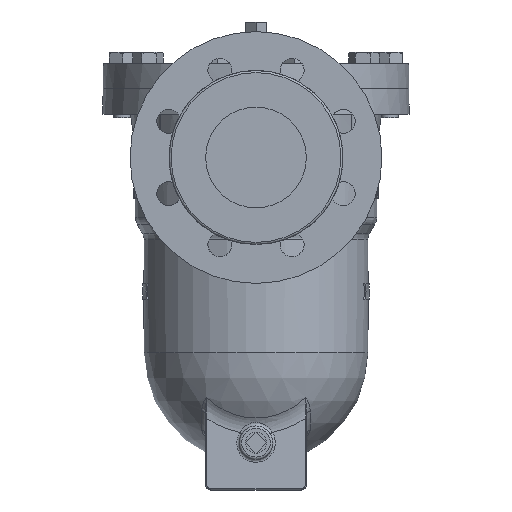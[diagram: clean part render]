
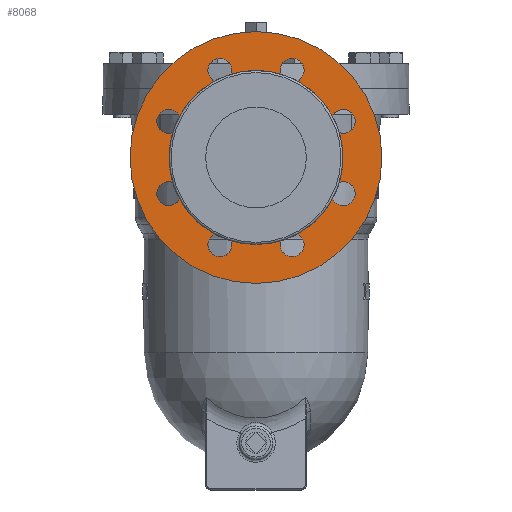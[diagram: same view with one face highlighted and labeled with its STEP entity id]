
A CAD part, left-side view. The second image highlights one B-rep face of the part: STEP entity #8068.
In plain terms, the highlighted planar face has unit normal (-1, 0, 0).
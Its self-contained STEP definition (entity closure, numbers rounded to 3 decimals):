
#1197=PLANE('',#8968);
#1481=FACE_BOUND('',#2871,.T.);
#2215=FACE_OUTER_BOUND('',#2870,.T.);
#2870=EDGE_LOOP('',(#7400));
#2871=EDGE_LOOP('',(#7401,#7402,#7403,#7404,#7405,#7406,#7407,#7408,#7409,
#7410,#7411,#7412,#7413,#7414,#7415,#7416));
#2955=CIRCLE('',#8141,69.);
#2957=CIRCLE('',#8143,69.);
#2959=CIRCLE('',#8145,69.);
#2961=CIRCLE('',#8147,69.);
#2963=CIRCLE('',#8149,69.);
#2965=CIRCLE('',#8151,69.);
#2967=CIRCLE('',#8153,69.);
#2969=CIRCLE('',#8155,69.);
#3305=CIRCLE('',#8936,100.);
#3308=CIRCLE('',#8943,9.5);
#3310=CIRCLE('',#8947,9.5);
#3312=CIRCLE('',#8951,9.5);
#3314=CIRCLE('',#8955,9.5);
#3316=CIRCLE('',#8959,9.5);
#3318=CIRCLE('',#8963,9.5);
#3320=CIRCLE('',#8967,9.5);
#3321=CIRCLE('',#8969,9.5);
#3372=VERTEX_POINT('',#11383);
#3373=VERTEX_POINT('',#11384);
#3374=VERTEX_POINT('',#11386);
#3375=VERTEX_POINT('',#11388);
#3376=VERTEX_POINT('',#11390);
#3377=VERTEX_POINT('',#11392);
#3378=VERTEX_POINT('',#11394);
#3379=VERTEX_POINT('',#11396);
#3380=VERTEX_POINT('',#11398);
#3381=VERTEX_POINT('',#11400);
#3382=VERTEX_POINT('',#11402);
#3383=VERTEX_POINT('',#11404);
#3384=VERTEX_POINT('',#11406);
#3385=VERTEX_POINT('',#11408);
#3386=VERTEX_POINT('',#11410);
#3387=VERTEX_POINT('',#11412);
#4085=VERTEX_POINT('',#18623);
#4124=EDGE_CURVE('',#3372,#3373,#2955,.T.);
#4126=EDGE_CURVE('',#3374,#3375,#2957,.T.);
#4128=EDGE_CURVE('',#3376,#3377,#2959,.T.);
#4130=EDGE_CURVE('',#3378,#3379,#2961,.T.);
#4132=EDGE_CURVE('',#3380,#3381,#2963,.T.);
#4134=EDGE_CURVE('',#3382,#3383,#2965,.T.);
#4136=EDGE_CURVE('',#3384,#3385,#2967,.T.);
#4138=EDGE_CURVE('',#3386,#3387,#2969,.T.);
#5203=EDGE_CURVE('',#4085,#4085,#3305,.T.);
#5206=EDGE_CURVE('',#3386,#3385,#3308,.T.);
#5208=EDGE_CURVE('',#3384,#3383,#3310,.T.);
#5210=EDGE_CURVE('',#3382,#3381,#3312,.T.);
#5212=EDGE_CURVE('',#3380,#3379,#3314,.T.);
#5214=EDGE_CURVE('',#3378,#3377,#3316,.T.);
#5216=EDGE_CURVE('',#3376,#3375,#3318,.T.);
#5218=EDGE_CURVE('',#3374,#3373,#3320,.T.);
#5219=EDGE_CURVE('',#3372,#3387,#3321,.T.);
#7400=ORIENTED_EDGE('',*,*,#5203,.T.);
#7401=ORIENTED_EDGE('',*,*,#5206,.T.);
#7402=ORIENTED_EDGE('',*,*,#4136,.F.);
#7403=ORIENTED_EDGE('',*,*,#5208,.T.);
#7404=ORIENTED_EDGE('',*,*,#4134,.F.);
#7405=ORIENTED_EDGE('',*,*,#5210,.T.);
#7406=ORIENTED_EDGE('',*,*,#4132,.F.);
#7407=ORIENTED_EDGE('',*,*,#5212,.T.);
#7408=ORIENTED_EDGE('',*,*,#4130,.F.);
#7409=ORIENTED_EDGE('',*,*,#5214,.T.);
#7410=ORIENTED_EDGE('',*,*,#4128,.F.);
#7411=ORIENTED_EDGE('',*,*,#5216,.T.);
#7412=ORIENTED_EDGE('',*,*,#4126,.F.);
#7413=ORIENTED_EDGE('',*,*,#5218,.T.);
#7414=ORIENTED_EDGE('',*,*,#4124,.F.);
#7415=ORIENTED_EDGE('',*,*,#5219,.T.);
#7416=ORIENTED_EDGE('',*,*,#4138,.F.);
#8068=ADVANCED_FACE('',(#2215,#1481),#1197,.T.);
#8141=AXIS2_PLACEMENT_3D('',#11385,#9078,#9079);
#8143=AXIS2_PLACEMENT_3D('',#11389,#9082,#9083);
#8145=AXIS2_PLACEMENT_3D('',#11393,#9086,#9087);
#8147=AXIS2_PLACEMENT_3D('',#11397,#9090,#9091);
#8149=AXIS2_PLACEMENT_3D('',#11401,#9094,#9095);
#8151=AXIS2_PLACEMENT_3D('',#11405,#9098,#9099);
#8153=AXIS2_PLACEMENT_3D('',#11409,#9102,#9103);
#8155=AXIS2_PLACEMENT_3D('',#11413,#9106,#9107);
#8936=AXIS2_PLACEMENT_3D('',#18624,#10985,#10986);
#8943=AXIS2_PLACEMENT_3D('',#18632,#10999,#11000);
#8947=AXIS2_PLACEMENT_3D('',#18636,#11007,#11008);
#8951=AXIS2_PLACEMENT_3D('',#18640,#11015,#11016);
#8955=AXIS2_PLACEMENT_3D('',#18644,#11023,#11024);
#8959=AXIS2_PLACEMENT_3D('',#18648,#11031,#11032);
#8963=AXIS2_PLACEMENT_3D('',#18652,#11039,#11040);
#8967=AXIS2_PLACEMENT_3D('',#18656,#11047,#11048);
#8968=AXIS2_PLACEMENT_3D('',#18657,#11049,#11050);
#8969=AXIS2_PLACEMENT_3D('',#18658,#11051,#11052);
#9078=DIRECTION('center_axis',(-1.,0.,0.));
#9079=DIRECTION('ref_axis',(0.,0.,1.));
#9082=DIRECTION('center_axis',(-1.,0.,0.));
#9083=DIRECTION('ref_axis',(0.,0.,1.));
#9086=DIRECTION('center_axis',(-1.,0.,0.));
#9087=DIRECTION('ref_axis',(0.,0.,1.));
#9090=DIRECTION('center_axis',(-1.,0.,0.));
#9091=DIRECTION('ref_axis',(0.,0.,1.));
#9094=DIRECTION('center_axis',(-1.,0.,0.));
#9095=DIRECTION('ref_axis',(0.,0.,1.));
#9098=DIRECTION('center_axis',(-1.,0.,0.));
#9099=DIRECTION('ref_axis',(0.,0.,1.));
#9102=DIRECTION('center_axis',(-1.,0.,0.));
#9103=DIRECTION('ref_axis',(0.,0.,1.));
#9106=DIRECTION('center_axis',(-1.,0.,0.));
#9107=DIRECTION('ref_axis',(0.,0.,1.));
#10985=DIRECTION('center_axis',(-1.,0.,0.));
#10986=DIRECTION('ref_axis',(0.,0.,1.));
#10999=DIRECTION('center_axis',(1.,0.,0.));
#11000=DIRECTION('ref_axis',(0.,-0.707,0.707));
#11007=DIRECTION('center_axis',(1.,0.,0.));
#11008=DIRECTION('ref_axis',(0.,-1.,0.));
#11015=DIRECTION('center_axis',(1.,0.,0.));
#11016=DIRECTION('ref_axis',(0.,-0.707,-0.707));
#11023=DIRECTION('center_axis',(1.,0.,0.));
#11024=DIRECTION('ref_axis',(0.,0.,-1.));
#11031=DIRECTION('center_axis',(1.,0.,0.));
#11032=DIRECTION('ref_axis',(0.,0.707,-0.707));
#11039=DIRECTION('center_axis',(1.,0.,0.));
#11040=DIRECTION('ref_axis',(0.,1.,0.));
#11047=DIRECTION('center_axis',(1.,0.,0.));
#11048=DIRECTION('ref_axis',(0.,0.707,0.707));
#11049=DIRECTION('center_axis',(-1.,0.,0.));
#11050=DIRECTION('ref_axis',(0.,0.,1.));
#11051=DIRECTION('center_axis',(1.,0.,0.));
#11052=DIRECTION('ref_axis',(0.,0.,1.));
#11383=CARTESIAN_POINT('',(-179.,32.785,6.214));
#11384=CARTESIAN_POINT('',(-179.,60.714,-21.715));
#11385=CARTESIAN_POINT('Origin',(-179.,0.,-54.5));
#11386=CARTESIAN_POINT('',(-179.,66.114,-34.752));
#11388=CARTESIAN_POINT('',(-179.,66.114,-74.248));
#11389=CARTESIAN_POINT('Origin',(-179.,0.,-54.5));
#11390=CARTESIAN_POINT('',(-179.,60.714,-87.285));
#11392=CARTESIAN_POINT('',(-179.,32.785,-115.214));
#11393=CARTESIAN_POINT('Origin',(-179.,0.,-54.5));
#11394=CARTESIAN_POINT('',(-179.,19.748,-120.614));
#11396=CARTESIAN_POINT('',(-179.,-19.748,-120.614));
#11397=CARTESIAN_POINT('Origin',(-179.,0.,-54.5));
#11398=CARTESIAN_POINT('',(-179.,-32.785,-115.214));
#11400=CARTESIAN_POINT('',(-179.,-60.714,-87.285));
#11401=CARTESIAN_POINT('Origin',(-179.,0.,-54.5));
#11402=CARTESIAN_POINT('',(-179.,-66.114,-74.248));
#11404=CARTESIAN_POINT('',(-179.,-66.114,-34.752));
#11405=CARTESIAN_POINT('Origin',(-179.,0.,-54.5));
#11406=CARTESIAN_POINT('',(-179.,-60.714,-21.715));
#11408=CARTESIAN_POINT('',(-179.,-32.785,6.214));
#11409=CARTESIAN_POINT('Origin',(-179.,0.,-54.5));
#11410=CARTESIAN_POINT('',(-179.,-19.748,11.614));
#11412=CARTESIAN_POINT('',(-179.,19.748,11.614));
#11413=CARTESIAN_POINT('Origin',(-179.,0.,-54.5));
#18623=CARTESIAN_POINT('',(-179.,0.,45.5));
#18624=CARTESIAN_POINT('Origin',(-179.,0.,-54.5));
#18632=CARTESIAN_POINT('Origin',(-179.,-28.701,14.791));
#18636=CARTESIAN_POINT('Origin',(-179.,-69.291,-25.799));
#18640=CARTESIAN_POINT('Origin',(-179.,-69.291,-83.201));
#18644=CARTESIAN_POINT('Origin',(-179.,-28.701,-123.791));
#18648=CARTESIAN_POINT('Origin',(-179.,28.701,-123.791));
#18652=CARTESIAN_POINT('Origin',(-179.,69.291,-83.201));
#18656=CARTESIAN_POINT('Origin',(-179.,69.291,-25.799));
#18657=CARTESIAN_POINT('Origin',(-179.,0.,30.));
#18658=CARTESIAN_POINT('Origin',(-179.,28.701,14.791));
